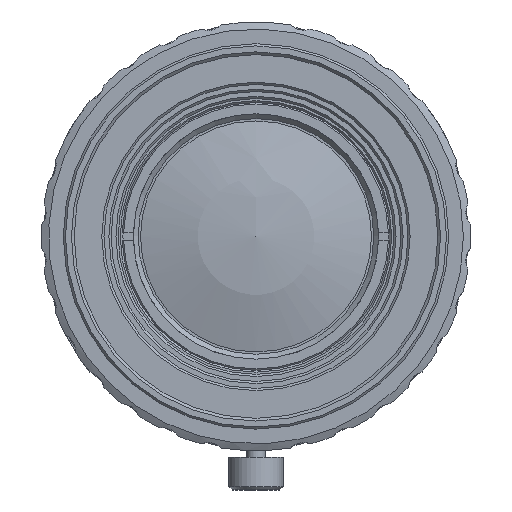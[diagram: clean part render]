
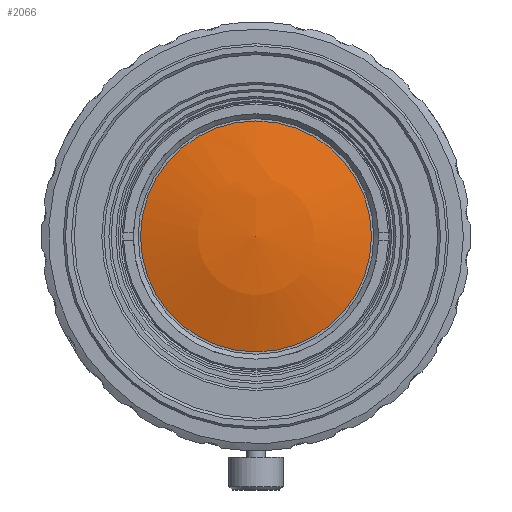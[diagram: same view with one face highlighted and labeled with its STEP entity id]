
A CAD part, front view. The second image highlights one B-rep face of the part: STEP entity #2066.
In plain terms, the highlighted spherical face has radius 35.677 mm.
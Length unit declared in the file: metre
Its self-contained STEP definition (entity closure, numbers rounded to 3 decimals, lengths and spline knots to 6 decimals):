
#2066=ADVANCED_FACE('NONE',(#4436),#4437,.T.);
#4436=FACE_OUTER_BOUND('',#7154,.T.);
#4437=SPHERICAL_SURFACE('',#7155,0.035677);
#7154=EDGE_LOOP('',(#12971));
#7155=AXIS2_PLACEMENT_3D('',#12972,#12973,#12974);
#12971=ORIENTED_EDGE('',*,*,#16485,.F.);
#12972=CARTESIAN_POINT('',(0.,-0.032015,0.));
#12973=DIRECTION('',(0.,1.0,-0.0));
#12974=DIRECTION('',(0.0,0.0,1.0));
#16485=EDGE_CURVE('NONE',#20125,#20125,#20126,.T.);
#20125=VERTEX_POINT('',#28392);
#20126=CIRCLE('',#28393,0.010635);
#28392=CARTESIAN_POINT('',(0.,-0.06607,0.010635));
#28393=AXIS2_PLACEMENT_3D('',#31194,#31195,#31196);
#31194=CARTESIAN_POINT('',(0.,-0.06607,0.));
#31195=DIRECTION('',(0.0,1.0,0.0));
#31196=DIRECTION('',(0.0,0.0,1.0));
